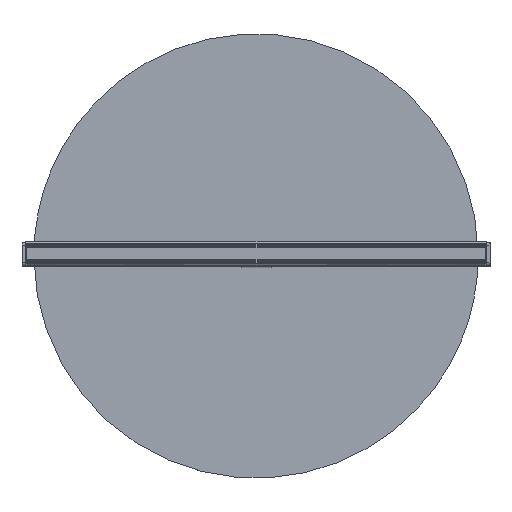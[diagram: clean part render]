
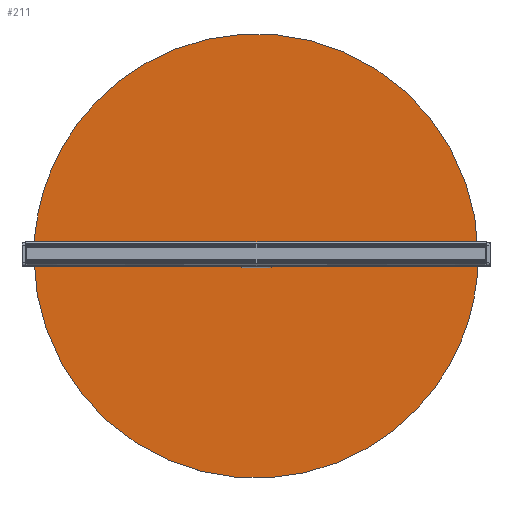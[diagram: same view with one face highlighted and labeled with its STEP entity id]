
A CAD part, top view. The second image highlights one B-rep face of the part: STEP entity #211.
In plain terms, the highlighted free-form (B-spline) face has degree [1, 1] with [2, 2] control points.
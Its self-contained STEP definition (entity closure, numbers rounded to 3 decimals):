
#106 = EDGE_CURVE('',#107,#107,#109,.T.);
#107 = VERTEX_POINT('',#108);
#108 = CARTESIAN_POINT('',(314.707,306.6,
    7.686));
#109 = ( BOUNDED_CURVE() B_SPLINE_CURVE(2,(#110,#111,#112,#113,#114,#115
,#116),.UNSPECIFIED.,.T.,.F.) B_SPLINE_CURVE_WITH_KNOTS((1,2,2,2,2,1),(
    -2.094,0.,2.094,4.189,6.283,
8.378),.UNSPECIFIED.) CURVE() GEOMETRIC_REPRESENTATION_ITEM() 
RATIONAL_B_SPLINE_CURVE((1.,0.5,1.,0.5,1.,0.5,1.)) REPRESENTATION_ITEM(
  '') );
#110 = CARTESIAN_POINT('',(314.707,306.6,
    7.686));
#111 = CARTESIAN_POINT('',(321.63,306.6,
    7.686));
#112 = CARTESIAN_POINT('',(318.168,300.605,
    7.686));
#113 = CARTESIAN_POINT('',(314.707,294.609,
    7.686));
#114 = CARTESIAN_POINT('',(311.246,300.605,
    7.686));
#115 = CARTESIAN_POINT('',(307.785,306.6,
    7.686));
#116 = CARTESIAN_POINT('',(314.707,306.6,
    7.686));
#144 = VERTEX_POINT('',#145);
#145 = CARTESIAN_POINT('',(606.78,302.603,
    7.686));
#162 = VERTEX_POINT('',#163);
#163 = CARTESIAN_POINT('',(22.635,302.603,7.686
    ));
#168 = EDGE_CURVE('',#162,#144,#169,.T.);
#169 = ( BOUNDED_CURVE() B_SPLINE_CURVE(3,(#170,#171,#172,#173),
.UNSPECIFIED.,.F.,.F.) B_SPLINE_CURVE_WITH_KNOTS((4,4),(3.142,
6.283),.PIECEWISE_BEZIER_KNOTS.) CURVE() 
GEOMETRIC_REPRESENTATION_ITEM() RATIONAL_B_SPLINE_CURVE((1.,0.333,
0.333,1.)) REPRESENTATION_ITEM('') );
#170 = CARTESIAN_POINT('',(22.635,302.603,7.686
    ));
#171 = CARTESIAN_POINT('',(22.635,-281.542,7.686
    ));
#172 = CARTESIAN_POINT('',(606.78,-281.542,
    7.686));
#173 = CARTESIAN_POINT('',(606.78,302.603,
    7.686));
#195 = EDGE_CURVE('',#144,#162,#196,.T.);
#196 = ( BOUNDED_CURVE() B_SPLINE_CURVE(3,(#197,#198,#199,#200),
.UNSPECIFIED.,.F.,.F.) B_SPLINE_CURVE_WITH_KNOTS((4,4),(0.,3.142),
.PIECEWISE_BEZIER_KNOTS.) CURVE() GEOMETRIC_REPRESENTATION_ITEM() 
RATIONAL_B_SPLINE_CURVE((1.,0.333,0.333,1.)) 
REPRESENTATION_ITEM('') );
#197 = CARTESIAN_POINT('',(606.78,302.603,
    7.686));
#198 = CARTESIAN_POINT('',(606.78,886.748,
    7.686));
#199 = CARTESIAN_POINT('',(22.635,886.748,7.686
    ));
#200 = CARTESIAN_POINT('',(22.635,302.603,7.686
    ));
#211 = ADVANCED_FACE('',(#212,#215),#219,.T.);
#212 = FACE_BOUND('',#213,.T.);
#213 = EDGE_LOOP('',(#214));
#214 = ORIENTED_EDGE('',*,*,#106,.T.);
#215 = FACE_BOUND('',#216,.T.);
#216 = EDGE_LOOP('',(#217,#218));
#217 = ORIENTED_EDGE('',*,*,#195,.T.);
#218 = ORIENTED_EDGE('',*,*,#168,.T.);
#219 = B_SPLINE_SURFACE_WITH_KNOTS('',1,1,(
    (#220,#221)
    ,(#222,#223
    )),.UNSPECIFIED.,.F.,.F.,.F.,(2,2),(2,2),(-482.6,482.6),(-241.3,
    241.3),.PIECEWISE_BEZIER_KNOTS.);
#220 = CARTESIAN_POINT('',(22.635,886.748,7.686
    ));
#221 = CARTESIAN_POINT('',(606.78,886.748,
    7.686));
#222 = CARTESIAN_POINT('',(22.635,-281.542,7.686
    ));
#223 = CARTESIAN_POINT('',(606.78,-281.542,
    7.686));
